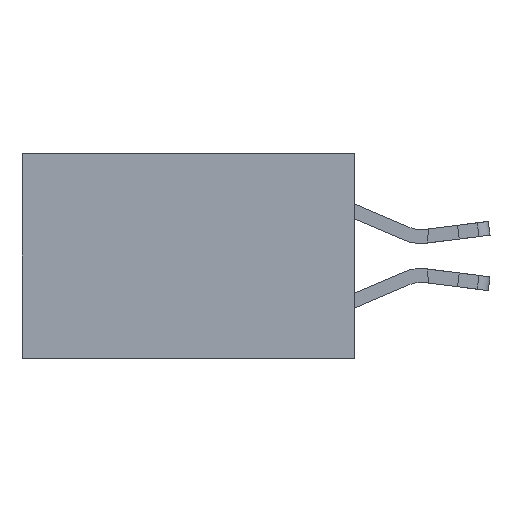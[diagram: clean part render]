
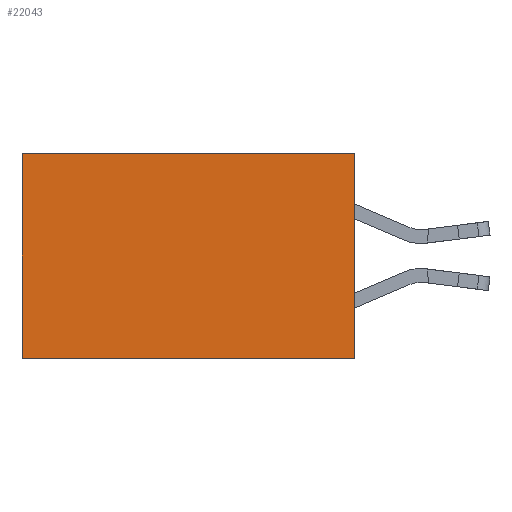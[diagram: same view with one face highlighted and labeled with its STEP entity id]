
A CAD part, left-side view. The second image highlights one B-rep face of the part: STEP entity #22043.
In plain terms, the highlighted planar face has unit normal (-1, 0, 0).
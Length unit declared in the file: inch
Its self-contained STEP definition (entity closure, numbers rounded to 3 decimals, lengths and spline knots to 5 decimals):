
#29 = VERTEX_POINT ( 'NONE', #17877 ) ;
#217 = VECTOR ( 'NONE', #8016, 39.37008 ) ;
#229 = VECTOR ( 'NONE', #9355, 39.37008 ) ;
#907 = VECTOR ( 'NONE', #1299, 39.37008 ) ;
#1299 = DIRECTION ( 'NONE',  ( 0., 0., -1. ) ) ;
#1321 = CARTESIAN_POINT ( 'NONE',  ( 0.298, 0., 0. ) ) ;
#3353 = DIRECTION ( 'NONE',  ( 0., 0., -1. ) ) ;
#3803 = EDGE_LOOP ( 'NONE', ( #12501, #15568, #8951, #5097 ) ) ;
#5097 = ORIENTED_EDGE ( 'NONE', *, *, #20440, .T. ) ;
#5187 = DIRECTION ( 'NONE',  ( 1., 0., 0. ) ) ;
#5329 = LINE ( 'NONE', #21567, #217 ) ;
#5510 = CARTESIAN_POINT ( 'NONE',  ( 0.298, 0., 0. ) ) ;
#5711 = VERTEX_POINT ( 'NONE', #14076 ) ;
#6794 = VERTEX_POINT ( 'NONE', #19885 ) ;
#7005 = PLANE ( 'NONE',  #21433 ) ;
#7375 = VECTOR ( 'NONE', #3353, 39.37008 ) ;
#7918 = FACE_OUTER_BOUND ( 'NONE', #3803, .T. ) ;
#8016 = DIRECTION ( 'NONE',  ( 0., 1., 0. ) ) ;
#8951 = ORIENTED_EDGE ( 'NONE', *, *, #21131, .F. ) ;
#9355 = DIRECTION ( 'NONE',  ( 0., 1., 0. ) ) ;
#12501 = ORIENTED_EDGE ( 'NONE', *, *, #13047, .T. ) ;
#13007 = CARTESIAN_POINT ( 'NONE',  ( 0.298, 0., 0. ) ) ;
#13047 = EDGE_CURVE ( 'NONE', #29, #5711, #15622, .T. ) ;
#13924 = VERTEX_POINT ( 'NONE', #21571 ) ;
#14076 = CARTESIAN_POINT ( 'NONE',  ( 0.298, 0.6, -0.37 ) ) ;
#14466 = CARTESIAN_POINT ( 'NONE',  ( 0.298, 0.6, 0. ) ) ;
#15568 = ORIENTED_EDGE ( 'NONE', *, *, #15681, .F. ) ;
#15622 = LINE ( 'NONE', #14466, #907 ) ;
#15681 = EDGE_CURVE ( 'NONE', #6794, #5711, #5329, .T. ) ;
#17641 = LINE ( 'NONE', #5510, #229 ) ;
#17877 = CARTESIAN_POINT ( 'NONE',  ( 0.298, 0.6, 0. ) ) ;
#19885 = CARTESIAN_POINT ( 'NONE',  ( 0.298, 0., -0.37 ) ) ;
#20440 = EDGE_CURVE ( 'NONE', #13924, #29, #17641, .T. ) ;
#21131 = EDGE_CURVE ( 'NONE', #13924, #6794, #22447, .T. ) ;
#21433 = AXIS2_PLACEMENT_3D ( 'NONE', #1321, #5187, #24415 ) ;
#21567 = CARTESIAN_POINT ( 'NONE',  ( 0.298, 0., -0.37 ) ) ;
#21571 = CARTESIAN_POINT ( 'NONE',  ( 0.298, 0., 0. ) ) ;
#22043 = ADVANCED_FACE ( 'NONE', ( #7918 ), #7005, .F. ) ;
#22447 = LINE ( 'NONE', #13007, #7375 ) ;
#24415 = DIRECTION ( 'NONE',  ( 0., 0., -1. ) ) ;
